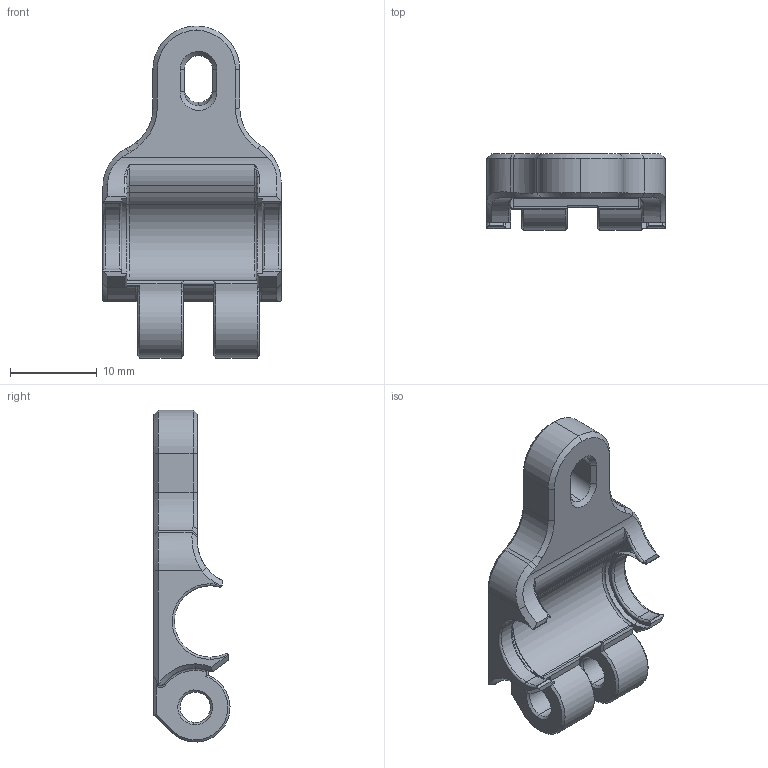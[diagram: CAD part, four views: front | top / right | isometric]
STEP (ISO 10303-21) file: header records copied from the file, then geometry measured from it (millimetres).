
FILE_DESCRIPTION (( 'STEP AP214' ), '1' );
FILE_NAME ('mr85_ascender_latch.STEP', '2023-04-13T15:06:06', ( '' ), ( '' ), 'SwSTEP 2.0', 'SolidWorks 2021', '' );
FILE_SCHEMA (( 'AUTOMOTIVE_DESIGN' ));
Length unit declared in the file: millimetre
Products named in the file (1): mr85_ascender_latch
Bounding box: 20.5 x 8.75 x 38.21 mm (x, y, z)
Volume: 2331.4 mm3; surface area: 2004.6 mm2
Topology: 1 solids, 1 shells, 197 faces, 504 edges, 307 vertices
Faces by surface type: cylinder 64, plane 61, torus 30, cone 29, bspline 10, sphere 3
Entity records: 6802 total; most frequent: CARTESIAN_POINT 2122, ORIENTED_EDGE 1004, DIRECTION 967, EDGE_CURVE 502, AXIS2_PLACEMENT_3D 384, VERTEX_POINT 307, EDGE_LOOP 203, VECTOR 199
